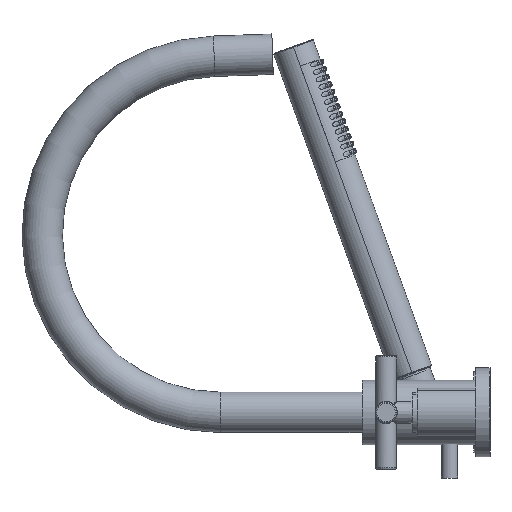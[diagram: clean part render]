
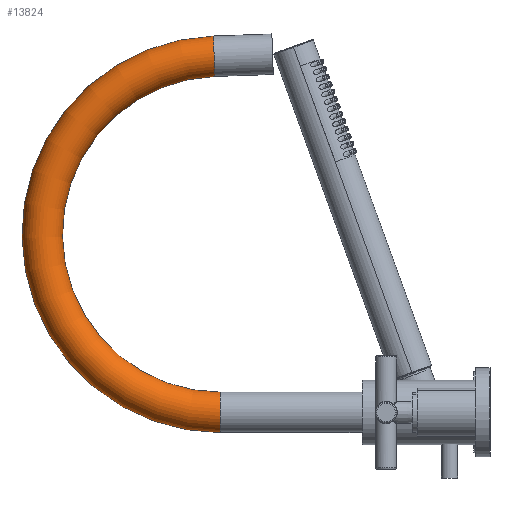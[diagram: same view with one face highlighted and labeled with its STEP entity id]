
A CAD part, left-side view. The second image highlights one B-rep face of the part: STEP entity #13824.
In plain terms, the highlighted toroidal (fillet/blend) face has major radius 110 mm and minor radius 12.5 mm.
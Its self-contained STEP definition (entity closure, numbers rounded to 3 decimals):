
#7 = DIRECTION ( 'NONE',  ( 0., -0.035, -0.999 ) ) ;
#568 = EDGE_LOOP ( 'NONE', ( #7698, #11890, #7208, #15000 ) ) ;
#871 = AXIS2_PLACEMENT_3D ( 'NONE', #13076, #5573, #8203 ) ;
#896 = CIRCLE ( 'NONE', #4700, 12.5 ) ;
#958 = CIRCLE ( 'NONE', #6978, 12.5 ) ;
#1210 = CARTESIAN_POINT ( 'NONE',  ( 0., 87.5, 110. ) ) ;
#1852 = EDGE_CURVE ( 'NONE', #6657, #2737, #896, .T. ) ;
#2514 = DIRECTION ( 'NONE',  ( 0., 0., -1. ) ) ;
#2737 = VERTEX_POINT ( 'NONE', #10475 ) ;
#2901 = CARTESIAN_POINT ( 'NONE',  ( 0., 87.5, 12.5 ) ) ;
#3787 = FACE_OUTER_BOUND ( 'NONE', #568, .T. ) ;
#4700 = AXIS2_PLACEMENT_3D ( 'NONE', #15356, #7729, #7 ) ;
#5111 = EDGE_CURVE ( 'NONE', #7238, #6657, #14809, .T. ) ;
#5563 = EDGE_CURVE ( 'NONE', #7238, #15597, #958, .T. ) ;
#5573 = DIRECTION ( 'NONE',  ( 1., 0., 0. ) ) ;
#5945 = DIRECTION ( 'NONE',  ( 1., 0., 0. ) ) ;
#6228 = CARTESIAN_POINT ( 'NONE',  ( 0., 87.5, 0. ) ) ;
#6657 = VERTEX_POINT ( 'NONE', #15160 ) ;
#6978 = AXIS2_PLACEMENT_3D ( 'NONE', #6228, #15138, #7523 ) ;
#7203 = TOROIDAL_SURFACE ( 'NONE', #871, 110., 12.5 ) ;
#7208 = ORIENTED_EDGE ( 'NONE', *, *, #9406, .T. ) ;
#7238 = VERTEX_POINT ( 'NONE', #14285 ) ;
#7523 = DIRECTION ( 'NONE',  ( 0., 0., 1. ) ) ;
#7698 = ORIENTED_EDGE ( 'NONE', *, *, #5111, .F. ) ;
#7729 = DIRECTION ( 'NONE',  ( 0., -0.999, 0.035 ) ) ;
#8203 = DIRECTION ( 'NONE',  ( 0., 0., -1. ) ) ;
#9406 = EDGE_CURVE ( 'NONE', #15597, #2737, #15466, .T. ) ;
#10256 = DIRECTION ( 'NONE',  ( 1., 0., 0. ) ) ;
#10475 = CARTESIAN_POINT ( 'NONE',  ( 0., 90.903, 207.441 ) ) ;
#11890 = ORIENTED_EDGE ( 'NONE', *, *, #5563, .T. ) ;
#13076 = CARTESIAN_POINT ( 'NONE',  ( 0., 87.5, 110. ) ) ;
#13590 = CARTESIAN_POINT ( 'NONE',  ( 0., 87.5, 110. ) ) ;
#13824 = ADVANCED_FACE ( 'NONE', ( #3787 ), #7203, .T. ) ;
#14285 = CARTESIAN_POINT ( 'NONE',  ( 0., 87.5, -12.5 ) ) ;
#14460 = AXIS2_PLACEMENT_3D ( 'NONE', #1210, #10256, #2514 ) ;
#14809 = CIRCLE ( 'NONE', #14460, 122.5 ) ;
#14868 = DIRECTION ( 'NONE',  ( 0., 0., -1. ) ) ;
#15000 = ORIENTED_EDGE ( 'NONE', *, *, #1852, .F. ) ;
#15138 = DIRECTION ( 'NONE',  ( 0., 1., 0. ) ) ;
#15160 = CARTESIAN_POINT ( 'NONE',  ( 0., 91.775, 232.425 ) ) ;
#15356 = CARTESIAN_POINT ( 'NONE',  ( 0., 91.339, 219.933 ) ) ;
#15363 = AXIS2_PLACEMENT_3D ( 'NONE', #13590, #5945, #14868 ) ;
#15466 = CIRCLE ( 'NONE', #15363, 97.5 ) ;
#15597 = VERTEX_POINT ( 'NONE', #2901 ) ;
